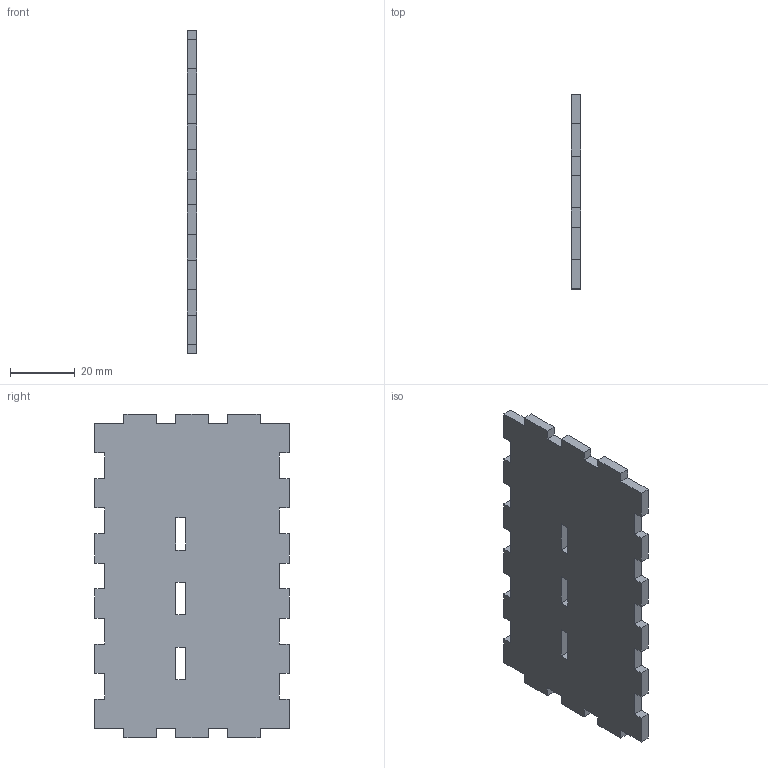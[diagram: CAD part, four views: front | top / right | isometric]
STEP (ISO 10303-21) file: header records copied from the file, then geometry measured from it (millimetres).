
FILE_DESCRIPTION( ( '' ), ' ' );
FILE_NAME( '5d68e745bd7a8016322b3390.step', '2019-08-30T09:07:18', ( '' ), ( '' ), ' ', ' ', ' ' );
FILE_SCHEMA( ( 'AUTOMOTIVE_DESIGN { 1 0 10303 214 1 1 1 1 }' ) );
Length unit declared in the file: metre
Products named in the file (1): Part 1
Bounding box: 3 x 60 x 100 mm (x, y, z)
Volume: 16470 mm3; surface area: 12426 mm2
Topology: 1 solids, 1 shells, 82 faces, 240 edges, 160 vertices
Faces by surface type: plane 82
Entity records: 3348 total; most frequent: CARTESIAN_POINT 483, ORIENTED_EDGE 480, DIRECTION 406, EDGE_CURVE 240, LINE 240, VECTOR 240, VERTEX_POINT 160, EDGE_LOOP 88
